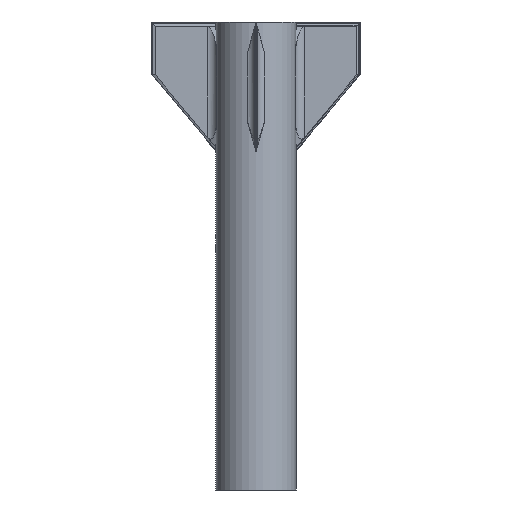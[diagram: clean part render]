
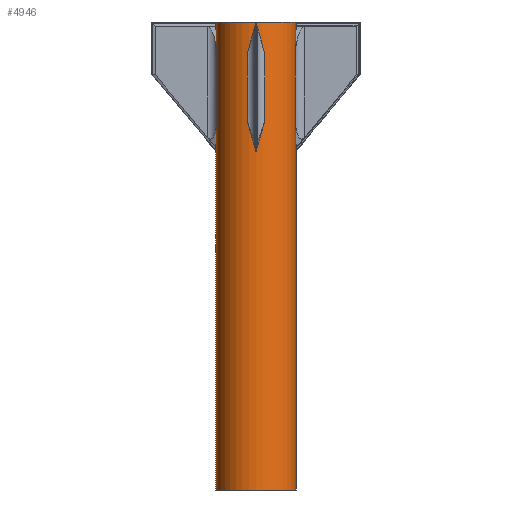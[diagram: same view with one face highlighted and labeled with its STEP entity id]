
A CAD part, front view. The second image highlights one B-rep face of the part: STEP entity #4946.
In plain terms, the highlighted cylindrical face has radius 78.359 mm (diameter 156.718 mm), a partial arc.
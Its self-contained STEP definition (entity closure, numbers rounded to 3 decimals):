
#47 = VECTOR ( 'NONE', #306, 1000. ) ;
#52 = DIRECTION ( 'NONE',  ( 1., 0., 0. ) ) ;
#79 = ORIENTED_EDGE ( 'NONE', *, *, #5374, .T. ) ;
#139 = EDGE_CURVE ( 'NONE', #2794, #4031, #361, .T. ) ;
#183 = CARTESIAN_POINT ( 'NONE',  ( 0., 1.415, -1.666 ) ) ;
#211 = CARTESIAN_POINT ( 'NONE',  ( -0.009, 0.246, -249.584 ) ) ;
#243 = CARTESIAN_POINT ( 'NONE',  ( -0.003, 0.872, -2.082 ) ) ;
#306 = DIRECTION ( 'NONE',  ( 0., 0., -1. ) ) ;
#361 = LINE ( 'NONE', #419, #4843 ) ;
#419 = CARTESIAN_POINT ( 'NONE',  ( -156.718, 1.588, -914.4 ) ) ;
#455 = EDGE_CURVE ( 'NONE', #492, #5824, #5873, .T. ) ;
#457 = DIRECTION ( 'NONE',  ( 0., 0., 1. ) ) ;
#492 = VERTEX_POINT ( 'NONE', #4893 ) ;
#540 = ORIENTED_EDGE ( 'NONE', *, *, #5458, .F. ) ;
#625 = CARTESIAN_POINT ( 'NONE',  ( -0.04, -0.914, -8.748 ) ) ;
#776 = LINE ( 'NONE', #5855, #47 ) ;
#787 =( BOUNDED_CURVE ( )  B_SPLINE_CURVE ( 3, ( #3374, #5577, #211, #5605 ),
 .UNSPECIFIED., .F., .F. ) 
 B_SPLINE_CURVE_WITH_KNOTS ( ( 4, 4 ),
 ( 1.539, 1.561 ),
 .UNSPECIFIED. ) 
 CURVE ( )  GEOMETRIC_REPRESENTATION_ITEM ( )  RATIONAL_B_SPLINE_CURVE ( ( 1., 1., 1., 1. ) ) 
 REPRESENTATION_ITEM ( '' )  );
#909 = CARTESIAN_POINT ( 'NONE',  ( -78.359, 1.587, -914.4 ) ) ;
#995 = CIRCLE ( 'NONE', #5732, 78.359 ) ;
#1073 = VECTOR ( 'NONE', #1269, 1000. ) ;
#1082 = VECTOR ( 'NONE', #1369, 1000. ) ;
#1092 = EDGE_CURVE ( 'NONE', #4031, #5824, #1497, .T. ) ;
#1248 = CARTESIAN_POINT ( 'NONE',  ( 0., 1.415, -252.334 ) ) ;
#1269 = DIRECTION ( 'NONE',  ( 0., 0., 1. ) ) ;
#1369 = DIRECTION ( 'NONE',  ( 0., 0., 1. ) ) ;
#1497 = CIRCLE ( 'NONE', #4808, 78.359 ) ;
#1576 = CARTESIAN_POINT ( 'NONE',  ( -0.004, 0.827, -2.25 ) ) ;
#1638 = CARTESIAN_POINT ( 'NONE',  ( -0.04, -0.914, -8.748 ) ) ;
#1794 = DIRECTION ( 'NONE',  ( 0., 0., 1. ) ) ;
#1815 = DIRECTION ( 'NONE',  ( 1., 0., 0. ) ) ;
#1847 = CARTESIAN_POINT ( 'NONE',  ( 0., 1.587, -914.4 ) ) ;
#1860 = FACE_OUTER_BOUND ( 'NONE', #2135, .T. ) ;
#1903 = CARTESIAN_POINT ( 'NONE',  ( -156.718, 1.588, -914.4 ) ) ;
#2001 = CARTESIAN_POINT ( 'NONE',  ( -0.001, 1.245, -1.724 ) ) ;
#2135 = EDGE_LOOP ( 'NONE', ( #4559, #2449, #79, #3812, #4712, #3593, #540, #2967, #2383, #2589 ) ) ;
#2222 = VERTEX_POINT ( 'NONE', #2456 ) ;
#2248 = CARTESIAN_POINT ( 'NONE',  ( -0.001, 1.245, -252.276 ) ) ;
#2322 = CARTESIAN_POINT ( 'NONE',  ( -78.359, 1.587, 0. ) ) ;
#2383 = ORIENTED_EDGE ( 'NONE', *, *, #455, .T. ) ;
#2405 = CYLINDRICAL_SURFACE ( 'NONE', #2905, 78.359 ) ;
#2449 = ORIENTED_EDGE ( 'NONE', *, *, #5715, .T. ) ;
#2456 = CARTESIAN_POINT ( 'NONE',  ( 0., 1.587, -914.4 ) ) ;
#2474 = CARTESIAN_POINT ( 'NONE',  ( 0., 1.587, 0. ) ) ;
#2516 = CARTESIAN_POINT ( 'NONE',  ( 0., 1.587, -1.666 ) ) ;
#2544 = CARTESIAN_POINT ( 'NONE',  ( -0.002, 0.972, -1.933 ) ) ;
#2589 = ORIENTED_EDGE ( 'NONE', *, *, #1092, .F. ) ;
#2606 = CARTESIAN_POINT ( 'NONE',  ( -0.003, 0.872, -251.918 ) ) ;
#2636 = CARTESIAN_POINT ( 'NONE',  ( -0.004, 0.827, -251.75 ) ) ;
#2648 = VERTEX_POINT ( 'NONE', #1638 ) ;
#2664 = B_SPLINE_CURVE_WITH_KNOTS ( 'NONE', 3,
 ( #2516, #183, #2001, #2544, #243, #3869 ),
 .UNSPECIFIED., .F., .F.,
 ( 4, 2, 4 ),
 ( 0.001, 0.002, 0.002 ),
 .UNSPECIFIED. ) ;
#2709 = VERTEX_POINT ( 'NONE', #4396 ) ;
#2723 = CARTESIAN_POINT ( 'NONE',  ( 0., 1.587, -914.4 ) ) ;
#2794 = VERTEX_POINT ( 'NONE', #1903 ) ;
#2905 = AXIS2_PLACEMENT_3D ( 'NONE', #3678, #457, #3763 ) ;
#2967 = ORIENTED_EDGE ( 'NONE', *, *, #3711, .F. ) ;
#2989 =( BOUNDED_CURVE ( )  B_SPLINE_CURVE ( 3, ( #1576, #3431, #4313, #625 ),
 .UNSPECIFIED., .F., .F. ) 
 B_SPLINE_CURVE_WITH_KNOTS ( ( 4, 4 ),
 ( 1.581, 1.603 ),
 .UNSPECIFIED. ) 
 CURVE ( )  GEOMETRIC_REPRESENTATION_ITEM ( )  RATIONAL_B_SPLINE_CURVE ( ( 1., 1., 1., 1. ) ) 
 REPRESENTATION_ITEM ( '' )  );
#3314 = CARTESIAN_POINT ( 'NONE',  ( -156.718, 1.588, 0. ) ) ;
#3374 = CARTESIAN_POINT ( 'NONE',  ( -0.04, -0.914, -245.252 ) ) ;
#3423 = EDGE_CURVE ( 'NONE', #5471, #5688, #5399, .T. ) ;
#3431 = CARTESIAN_POINT ( 'NONE',  ( -0.009, 0.246, -4.416 ) ) ;
#3593 = ORIENTED_EDGE ( 'NONE', *, *, #4809, .F. ) ;
#3665 = EDGE_CURVE ( 'NONE', #5417, #5471, #787, .T. ) ;
#3678 = CARTESIAN_POINT ( 'NONE',  ( -78.359, 1.587, -914.4 ) ) ;
#3711 = EDGE_CURVE ( 'NONE', #492, #2709, #2664, .T. ) ;
#3763 = DIRECTION ( 'NONE',  ( 1., 0., 0. ) ) ;
#3812 = ORIENTED_EDGE ( 'NONE', *, *, #3423, .F. ) ;
#3869 = CARTESIAN_POINT ( 'NONE',  ( -0.004, 0.827, -2.25 ) ) ;
#3960 = CARTESIAN_POINT ( 'NONE',  ( -0.002, 0.971, -252.066 ) ) ;
#4031 = VERTEX_POINT ( 'NONE', #3314 ) ;
#4127 = DIRECTION ( 'NONE',  ( 0., 0., 1. ) ) ;
#4313 = CARTESIAN_POINT ( 'NONE',  ( -0.021, -0.334, -6.583 ) ) ;
#4396 = CARTESIAN_POINT ( 'NONE',  ( -0.004, 0.827, -2.25 ) ) ;
#4483 = DIRECTION ( 'NONE',  ( 0., 0., 1. ) ) ;
#4549 = LINE ( 'NONE', #2723, #1082 ) ;
#4559 = ORIENTED_EDGE ( 'NONE', *, *, #139, .F. ) ;
#4580 = CARTESIAN_POINT ( 'NONE',  ( -0.04, -0.914, -245.252 ) ) ;
#4668 = CARTESIAN_POINT ( 'NONE',  ( -0.004, 0.827, -251.75 ) ) ;
#4712 = ORIENTED_EDGE ( 'NONE', *, *, #3665, .F. ) ;
#4808 = AXIS2_PLACEMENT_3D ( 'NONE', #2322, #4127, #52 ) ;
#4809 = EDGE_CURVE ( 'NONE', #2648, #5417, #776, .T. ) ;
#4843 = VECTOR ( 'NONE', #1794, 1000. ) ;
#4893 = CARTESIAN_POINT ( 'NONE',  ( 0., 1.587, -1.666 ) ) ;
#4946 = ADVANCED_FACE ( 'NONE', ( #1860 ), #2405, .T. ) ;
#5009 = CARTESIAN_POINT ( 'NONE',  ( 0., 1.587, -252.334 ) ) ;
#5374 = EDGE_CURVE ( 'NONE', #2222, #5688, #4549, .T. ) ;
#5399 = B_SPLINE_CURVE_WITH_KNOTS ( 'NONE', 3,
 ( #2636, #2606, #3960, #2248, #1248, #5759 ),
 .UNSPECIFIED., .F., .F.,
 ( 4, 2, 4 ),
 ( 0., 0.001, 0.001 ),
 .UNSPECIFIED. ) ;
#5417 = VERTEX_POINT ( 'NONE', #4580 ) ;
#5458 = EDGE_CURVE ( 'NONE', #2709, #2648, #2989, .T. ) ;
#5471 = VERTEX_POINT ( 'NONE', #4668 ) ;
#5577 = CARTESIAN_POINT ( 'NONE',  ( -0.021, -0.334, -247.417 ) ) ;
#5605 = CARTESIAN_POINT ( 'NONE',  ( -0.004, 0.827, -251.75 ) ) ;
#5688 = VERTEX_POINT ( 'NONE', #5009 ) ;
#5715 = EDGE_CURVE ( 'NONE', #2794, #2222, #995, .T. ) ;
#5732 = AXIS2_PLACEMENT_3D ( 'NONE', #909, #4483, #1815 ) ;
#5759 = CARTESIAN_POINT ( 'NONE',  ( 0., 1.587, -252.334 ) ) ;
#5824 = VERTEX_POINT ( 'NONE', #2474 ) ;
#5855 = CARTESIAN_POINT ( 'NONE',  ( -0.04, -0.914, -914.4 ) ) ;
#5873 = LINE ( 'NONE', #1847, #1073 ) ;
